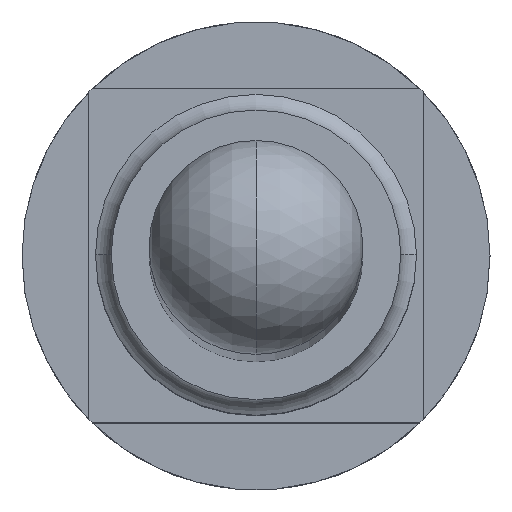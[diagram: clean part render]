
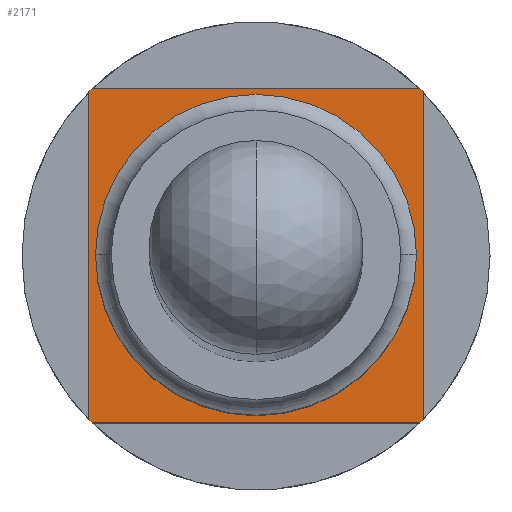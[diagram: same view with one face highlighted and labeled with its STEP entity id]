
A CAD part, top view. The second image highlights one B-rep face of the part: STEP entity #2171.
In plain terms, the highlighted planar face has unit normal (0, 0, 1).
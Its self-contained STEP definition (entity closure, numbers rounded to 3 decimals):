
#1104 = CARTESIAN_POINT ( 'NONE',  ( 0., 0., -14. ) ) ;
#1105 = DIRECTION ( 'NONE',  ( 0., 0., 1. ) ) ;
#1106 = DIRECTION ( 'NONE',  ( 1., 0., 0. ) ) ;
#1114 = CARTESIAN_POINT ( 'NONE',  ( 0., 0., -14. ) ) ;
#1115 = DIRECTION ( 'NONE',  ( 0., 0., 1. ) ) ;
#1116 = DIRECTION ( 'NONE',  ( 1., 0., 0. ) ) ;
#1138 = CARTESIAN_POINT ( 'NONE',  ( 0., 0., -14. ) ) ;
#1139 = DIRECTION ( 'NONE',  ( 0., 0., 1. ) ) ;
#1140 = DIRECTION ( 'NONE',  ( 1., 0., 0. ) ) ;
#1148 = CARTESIAN_POINT ( 'NONE',  ( 0., 0., -14. ) ) ;
#1149 = DIRECTION ( 'NONE',  ( 0., 0., 1. ) ) ;
#1150 = DIRECTION ( 'NONE',  ( 1., 0., 0. ) ) ;
#1151 = CARTESIAN_POINT ( 'NONE',  ( 0.5, 0.48, -14. ) ) ;
#1152 = DIRECTION ( 'NONE',  ( 0., -1., 0. ) ) ;
#1157 = CARTESIAN_POINT ( 'NONE',  ( 0., 0., -14. ) ) ;
#1158 = DIRECTION ( 'NONE',  ( 0., 0., 1. ) ) ;
#1159 = DIRECTION ( 'NONE',  ( 1., 0., 0. ) ) ;
#1160 = CARTESIAN_POINT ( 'NONE',  ( 0., 0.5, -14. ) ) ;
#1161 = DIRECTION ( 'NONE',  ( 1., 0., 0. ) ) ;
#1162 = CARTESIAN_POINT ( 'NONE',  ( -0.5, 0.48, -14. ) ) ;
#1163 = DIRECTION ( 'NONE',  ( 0., 1., 0. ) ) ;
#1164 = CARTESIAN_POINT ( 'NONE',  ( 0., -0.5, -14. ) ) ;
#1165 = DIRECTION ( 'NONE',  ( -1., 0., 0. ) ) ;
#1714 = EDGE_CURVE ( 'NONE', #2883, #2889, #6554, .T. ) ;
#1970 = AXIS2_PLACEMENT_3D ( 'NONE', #7907, #7906, #7905 ) ;
#2171 = ADVANCED_FACE ( 'NONE', ( #7045, #7037 ), #6403, .F. ) ;
#2334 = EDGE_LOOP ( 'NONE', ( #8728, #8729, #8730, #8732, #8733, #8734, #8735, #8736 ) ) ;
#2349 = EDGE_LOOP ( 'NONE', ( #8726, #8727 ) ) ;
#2510 = AXIS2_PLACEMENT_3D ( 'NONE', #6396, #6406, #6408 ) ;
#2558 = AXIS2_PLACEMENT_3D ( 'NONE', #1104, #1105, #1106 ) ;
#2560 = AXIS2_PLACEMENT_3D ( 'NONE', #1114, #1115, #1116 ) ;
#2566 = AXIS2_PLACEMENT_3D ( 'NONE', #1138, #1139, #1140 ) ;
#2568 = AXIS2_PLACEMENT_3D ( 'NONE', #1148, #1149, #1150 ) ;
#2570 = AXIS2_PLACEMENT_3D ( 'NONE', #1157, #1158, #1159 ) ;
#2854 = VERTEX_POINT ( 'NONE', #8174 ) ;
#2861 = VERTEX_POINT ( 'NONE', #8177 ) ;
#2862 = VERTEX_POINT ( 'NONE', #8178 ) ;
#2870 = VERTEX_POINT ( 'NONE', #8186 ) ;
#2874 = VERTEX_POINT ( 'NONE', #8190 ) ;
#2883 = VERTEX_POINT ( 'NONE', #8199 ) ;
#2889 = VERTEX_POINT ( 'NONE', #8205 ) ;
#2968 = VERTEX_POINT ( 'NONE', #8284 ) ;
#2998 = VERTEX_POINT ( 'NONE', #8314 ) ;
#3012 = VERTEX_POINT ( 'NONE', #8328 ) ;
#5093 = EDGE_CURVE ( 'NONE', #2861, #3012, #7161, .T. ) ;
#5097 = EDGE_CURVE ( 'NONE', #2874, #2968, #7168, .T. ) ;
#5106 = EDGE_CURVE ( 'NONE', #2870, #2854, #7180, .T. ) ;
#5110 = EDGE_CURVE ( 'NONE', #2862, #2998, #7186, .T. ) ;
#5114 = EDGE_CURVE ( 'NONE', #2889, #2883, #7191, .T. ) ;
#5115 = EDGE_CURVE ( 'NONE', #2874, #2854, #7192, .T. ) ;
#5116 = EDGE_CURVE ( 'NONE', #2861, #2968, #7193, .T. ) ;
#5117 = EDGE_CURVE ( 'NONE', #2862, #3012, #7195, .T. ) ;
#5118 = EDGE_CURVE ( 'NONE', #2870, #2998, #7197, .T. ) ;
#6396 = CARTESIAN_POINT ( 'NONE',  ( 0., 0.48, -14. ) ) ;
#6403 = PLANE ( 'NONE',  #2510 ) ;
#6406 = DIRECTION ( 'NONE',  ( 0., 0., -1. ) ) ;
#6408 = DIRECTION ( 'NONE',  ( -1., 0., 0. ) ) ;
#6554 = CIRCLE ( 'NONE', #1970, 0.48 ) ;
#7037 = FACE_OUTER_BOUND ( 'NONE', #2334, .T. ) ;
#7045 = FACE_BOUND ( 'NONE', #2349, .T. ) ;
#7161 = CIRCLE ( 'NONE', #2558, 0.7 ) ;
#7168 = CIRCLE ( 'NONE', #2560, 0.7 ) ;
#7180 = CIRCLE ( 'NONE', #2566, 0.7 ) ;
#7186 = CIRCLE ( 'NONE', #2568, 0.7 ) ;
#7191 = CIRCLE ( 'NONE', #2570, 0.48 ) ;
#7192 = LINE ( 'NONE', #1151, #7194 ) ;
#7193 = LINE ( 'NONE', #1160, #7196 ) ;
#7194 = VECTOR ( 'NONE', #1152, 1000. ) ;
#7195 = LINE ( 'NONE', #1162, #7198 ) ;
#7196 = VECTOR ( 'NONE', #1161, 1000. ) ;
#7197 = LINE ( 'NONE', #1164, #7200 ) ;
#7198 = VECTOR ( 'NONE', #1163, 1000. ) ;
#7200 = VECTOR ( 'NONE', #1165, 1000. ) ;
#7905 = DIRECTION ( 'NONE',  ( 1., 0., 0. ) ) ;
#7906 = DIRECTION ( 'NONE',  ( 0., 0., 1. ) ) ;
#7907 = CARTESIAN_POINT ( 'NONE',  ( 0., 0., -14. ) ) ;
#8174 = CARTESIAN_POINT ( 'NONE',  ( 0.5, -0.49, -14. ) ) ;
#8177 = CARTESIAN_POINT ( 'NONE',  ( -0.49, 0.5, -14. ) ) ;
#8178 = CARTESIAN_POINT ( 'NONE',  ( -0.5, -0.49, -14. ) ) ;
#8186 = CARTESIAN_POINT ( 'NONE',  ( 0.49, -0.5, -14. ) ) ;
#8190 = CARTESIAN_POINT ( 'NONE',  ( 0.5, 0.49, -14. ) ) ;
#8199 = CARTESIAN_POINT ( 'NONE',  ( 0.48, 0., -14. ) ) ;
#8205 = CARTESIAN_POINT ( 'NONE',  ( -0.48, 0., -14. ) ) ;
#8284 = CARTESIAN_POINT ( 'NONE',  ( 0.49, 0.5, -14. ) ) ;
#8314 = CARTESIAN_POINT ( 'NONE',  ( -0.49, -0.5, -14. ) ) ;
#8328 = CARTESIAN_POINT ( 'NONE',  ( -0.5, 0.49, -14. ) ) ;
#8726 = ORIENTED_EDGE ( 'NONE', *, *, #1714, .F. ) ;
#8727 = ORIENTED_EDGE ( 'NONE', *, *, #5114, .F. ) ;
#8728 = ORIENTED_EDGE ( 'NONE', *, *, #5115, .F. ) ;
#8729 = ORIENTED_EDGE ( 'NONE', *, *, #5097, .T. ) ;
#8730 = ORIENTED_EDGE ( 'NONE', *, *, #5116, .F. ) ;
#8732 = ORIENTED_EDGE ( 'NONE', *, *, #5093, .T. ) ;
#8733 = ORIENTED_EDGE ( 'NONE', *, *, #5117, .F. ) ;
#8734 = ORIENTED_EDGE ( 'NONE', *, *, #5110, .T. ) ;
#8735 = ORIENTED_EDGE ( 'NONE', *, *, #5118, .F. ) ;
#8736 = ORIENTED_EDGE ( 'NONE', *, *, #5106, .T. ) ;
